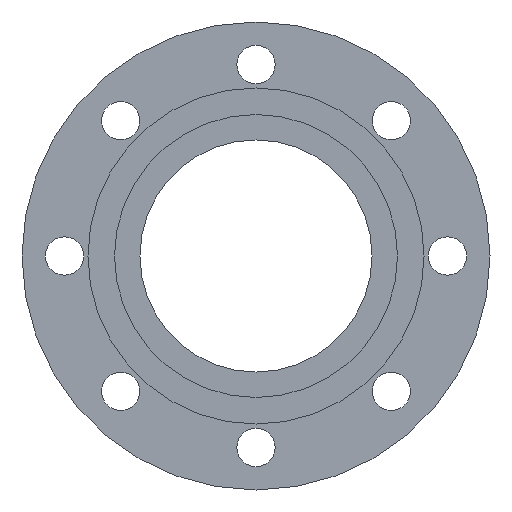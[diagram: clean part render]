
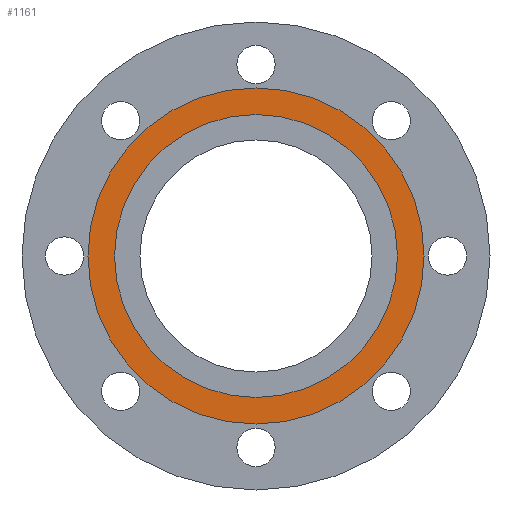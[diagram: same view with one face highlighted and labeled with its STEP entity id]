
A CAD part, front view. The second image highlights one B-rep face of the part: STEP entity #1161.
In plain terms, the highlighted planar face has unit normal (0, -1, 0).
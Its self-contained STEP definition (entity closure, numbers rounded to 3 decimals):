
#1 = DIRECTION ( 'NONE',  ( 0., 0., 1. ) ) ;
#18 = EDGE_CURVE ( 'NONE', #1155, #46, #1120, .T. ) ;
#41 = CARTESIAN_POINT ( 'NONE',  ( 0., 0., 66.5 ) ) ;
#46 = VERTEX_POINT ( 'NONE', #734 ) ;
#89 = AXIS2_PLACEMENT_3D ( 'NONE', #940, #848, #403 ) ;
#96 = DIRECTION ( 'NONE',  ( 0., 1., 0. ) ) ;
#99 = DIRECTION ( 'NONE',  ( 0., 1., 0. ) ) ;
#131 = CIRCLE ( 'NONE', #1101, 66.5 ) ;
#150 = CARTESIAN_POINT ( 'NONE',  ( 0., 0., -66.5 ) ) ;
#153 = CIRCLE ( 'NONE', #691, 66.5 ) ;
#199 = CARTESIAN_POINT ( 'NONE',  ( 0., 0., 0. ) ) ;
#205 = DIRECTION ( 'NONE',  ( 0., 1., 0. ) ) ;
#216 = FACE_OUTER_BOUND ( 'NONE', #345, .T. ) ;
#236 = CARTESIAN_POINT ( 'NONE',  ( 0., 0., -79. ) ) ;
#304 = PLANE ( 'NONE',  #881 ) ;
#345 = EDGE_LOOP ( 'NONE', ( #474, #576 ) ) ;
#375 = CARTESIAN_POINT ( 'NONE',  ( 0., 0., 0. ) ) ;
#392 = VERTEX_POINT ( 'NONE', #41 ) ;
#403 = DIRECTION ( 'NONE',  ( 0., 0., 1. ) ) ;
#412 = DIRECTION ( 'NONE',  ( 0., -1., 0. ) ) ;
#474 = ORIENTED_EDGE ( 'NONE', *, *, #1080, .F. ) ;
#483 = DIRECTION ( 'NONE',  ( 0., 0., -1. ) ) ;
#498 = CARTESIAN_POINT ( 'NONE',  ( 0., 0., 66.5 ) ) ;
#576 = ORIENTED_EDGE ( 'NONE', *, *, #18, .F. ) ;
#590 = EDGE_LOOP ( 'NONE', ( #1183, #790 ) ) ;
#691 = AXIS2_PLACEMENT_3D ( 'NONE', #1016, #205, #1 ) ;
#734 = CARTESIAN_POINT ( 'NONE',  ( 0., 0., 79. ) ) ;
#778 = FACE_BOUND ( 'NONE', #590, .T. ) ;
#785 = CIRCLE ( 'NONE', #1143, 79. ) ;
#790 = ORIENTED_EDGE ( 'NONE', *, *, #1077, .T. ) ;
#848 = DIRECTION ( 'NONE',  ( 0., 1., 0. ) ) ;
#881 = AXIS2_PLACEMENT_3D ( 'NONE', #498, #412, #483 ) ;
#919 = DIRECTION ( 'NONE',  ( 0., 0., 1. ) ) ;
#940 = CARTESIAN_POINT ( 'NONE',  ( 0., 0., 0. ) ) ;
#953 = VERTEX_POINT ( 'NONE', #150 ) ;
#1016 = CARTESIAN_POINT ( 'NONE',  ( 0., 0., 0. ) ) ;
#1046 = EDGE_CURVE ( 'NONE', #392, #953, #153, .T. ) ;
#1077 = EDGE_CURVE ( 'NONE', #953, #392, #131, .T. ) ;
#1080 = EDGE_CURVE ( 'NONE', #46, #1155, #785, .T. ) ;
#1099 = DIRECTION ( 'NONE',  ( 0., 0., 1. ) ) ;
#1101 = AXIS2_PLACEMENT_3D ( 'NONE', #375, #96, #1099 ) ;
#1120 = CIRCLE ( 'NONE', #89, 79. ) ;
#1143 = AXIS2_PLACEMENT_3D ( 'NONE', #199, #99, #919 ) ;
#1155 = VERTEX_POINT ( 'NONE', #236 ) ;
#1161 = ADVANCED_FACE ( 'NONE', ( #778, #216 ), #304, .T. ) ;
#1183 = ORIENTED_EDGE ( 'NONE', *, *, #1046, .T. ) ;
